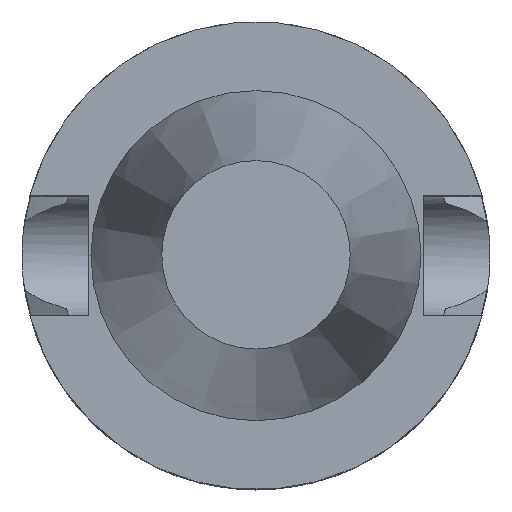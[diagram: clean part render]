
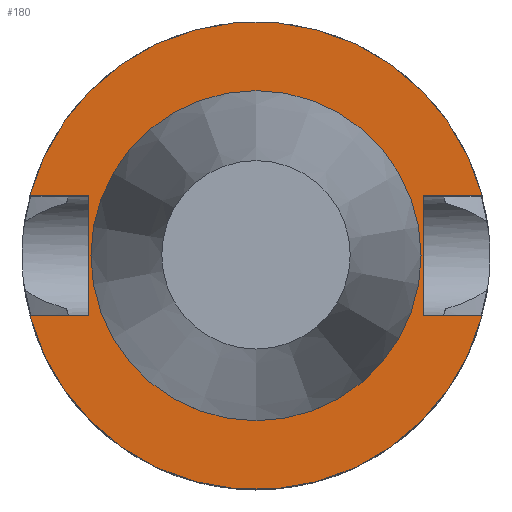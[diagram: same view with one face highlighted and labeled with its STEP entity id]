
A CAD part, top view. The second image highlights one B-rep face of the part: STEP entity #180.
In plain terms, the highlighted planar face has unit normal (0, 0, 1).
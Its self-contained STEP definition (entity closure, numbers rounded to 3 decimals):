
#138=EDGE_CURVE('240[2]',#378,#370,#379,.T.);
#147=EDGE_CURVE('240[2]',#395,#396,#397,.T.);
#163=EDGE_CURVE('240[2]',#423,#378,#424,.T.);
#180=ADVANCED_FACE('240[2]',(#447,#448),#449,.T.);
#202=EDGE_CURVE('240[2]',#478,#387,#479,.T.);
#243=EDGE_CURVE('240[2]',#525,#423,#534,.T.);
#245=EDGE_CURVE('240[2]',#370,#395,#536,.T.);
#267=EDGE_CURVE('240[2]',#561,#561,#562,.T.);
#287=EDGE_CURVE('240[2]',#387,#525,#587,.T.);
#300=EDGE_CURVE('240[2]',#396,#478,#601,.T.);
#370=VERTEX_POINT('',#678);
#378=VERTEX_POINT('',#698);
#379=LINE('',#699,#700);
#387=VERTEX_POINT('',#710);
#395=VERTEX_POINT('',#722);
#396=VERTEX_POINT('',#723);
#397=LINE('',#724,#725);
#423=VERTEX_POINT('',#768);
#424=LINE('',#769,#770);
#447=FACE_OUTER_BOUND('',#839,.T.);
#448=FACE_BOUND('',#840,.T.);
#449=PLANE('',#841);
#478=VERTEX_POINT('',#892);
#479=LINE('',#893,#894);
#525=VERTEX_POINT('',#999);
#534=LINE('',#1087,#1088);
#536=CIRCLE('',#1091,31.5);
#561=VERTEX_POINT('',#1211);
#562=CIRCLE('',#1212,22.225);
#587=CIRCLE('',#1246,31.5);
#601=LINE('',#1277,#1278);
#678=CARTESIAN_POINT('',(-30.454,-8.05,-1.0));
#698=CARTESIAN_POINT('',(-22.5,-8.05,-1.));
#699=CARTESIAN_POINT('',(-11.25,-8.05,-1.));
#700=VECTOR('',#1376,1.0);
#710=CARTESIAN_POINT('',(30.454,8.05,-1.));
#722=CARTESIAN_POINT('',(30.454,-8.05,-1.));
#723=CARTESIAN_POINT('',(22.5,-8.05,-1.));
#724=CARTESIAN_POINT('',(11.25,-8.05,-1.0));
#725=VECTOR('',#1387,1.0);
#768=CARTESIAN_POINT('',(-22.5,8.05,-1.));
#769=CARTESIAN_POINT('',(-22.5,13.431,-1.));
#770=VECTOR('',#1413,1.0);
#839=EDGE_LOOP('',(#1423,#1424,#1425,#1426,#1427,#1428,#1429,#1430));
#840=EDGE_LOOP('',(#1431));
#841=AXIS2_PLACEMENT_3D('',#1432,#1433,#1434);
#892=CARTESIAN_POINT('',(22.5,8.05,-1.));
#893=CARTESIAN_POINT('',(11.25,8.05,-1.));
#894=VECTOR('',#1461,1.0);
#999=CARTESIAN_POINT('',(-30.454,8.05,-1.0));
#1087=CARTESIAN_POINT('',(-11.25,8.05,-1.));
#1088=VECTOR('',#1508,1.0);
#1091=AXIS2_PLACEMENT_3D('',#1509,#1510,#1511);
#1211=CARTESIAN_POINT('',(0.,22.225,-1.));
#1212=AXIS2_PLACEMENT_3D('',#1533,#1534,#1535);
#1246=AXIS2_PLACEMENT_3D('',#1579,#1580,#1581);
#1277=CARTESIAN_POINT('',(22.5,13.431,-1.));
#1278=VECTOR('',#1592,1.0);
#1376=DIRECTION('',(-1.0,0.,0.));
#1387=DIRECTION('',(-1.0,0.,0.));
#1413=DIRECTION('',(0.,-1.0,0.));
#1423=ORIENTED_EDGE('',*,*,#138,.T.);
#1424=ORIENTED_EDGE('',*,*,#245,.T.);
#1425=ORIENTED_EDGE('',*,*,#147,.T.);
#1426=ORIENTED_EDGE('',*,*,#300,.T.);
#1427=ORIENTED_EDGE('',*,*,#202,.T.);
#1428=ORIENTED_EDGE('',*,*,#287,.T.);
#1429=ORIENTED_EDGE('',*,*,#243,.T.);
#1430=ORIENTED_EDGE('',*,*,#163,.T.);
#1431=ORIENTED_EDGE('',*,*,#267,.F.);
#1432=CARTESIAN_POINT('',(0.,26.863,-1.));
#1433=DIRECTION('',(0.,0.,1.0));
#1434=DIRECTION('',(1.0,0.,0.0));
#1461=DIRECTION('',(1.0,0.,0.));
#1508=DIRECTION('',(1.0,0.,0.));
#1509=CARTESIAN_POINT('',(0.,0.,-1.0));
#1510=DIRECTION('',(0.,0.,1.0));
#1511=DIRECTION('',(0.,1.0,0.));
#1533=CARTESIAN_POINT('',(0.,0.,-1.0));
#1534=DIRECTION('',(0.,0.,1.0));
#1535=DIRECTION('',(0.,1.0,0.));
#1579=CARTESIAN_POINT('',(0.,0.,-1.0));
#1580=DIRECTION('',(0.,0.,1.0));
#1581=DIRECTION('',(0.,1.0,0.));
#1592=DIRECTION('',(0.,1.0,0.));
